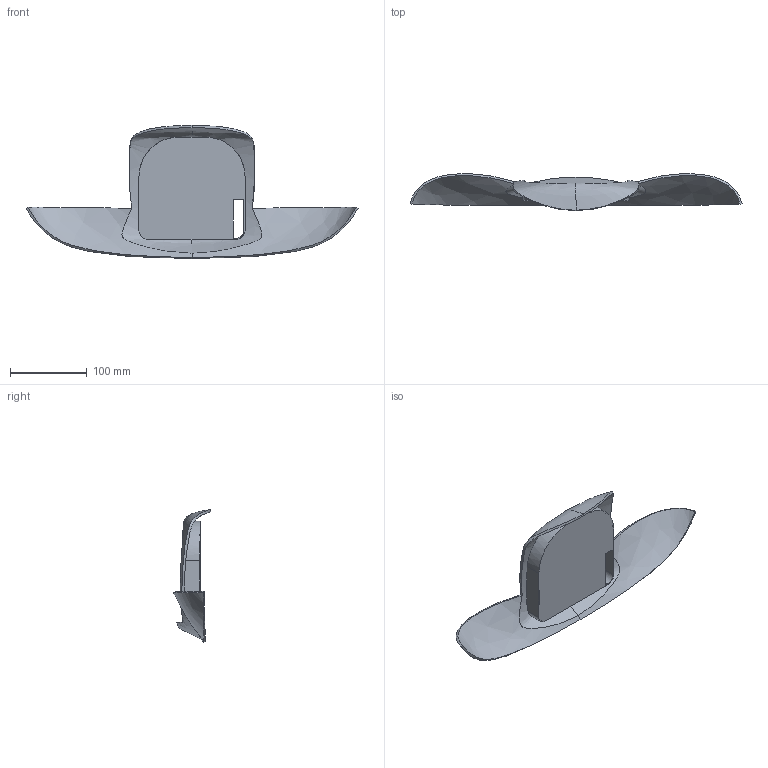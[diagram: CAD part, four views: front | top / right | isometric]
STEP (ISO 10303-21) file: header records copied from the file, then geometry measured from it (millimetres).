
FILE_DESCRIPTION(('produced by SPATIAL CORP'),'2;1');
FILE_NAME( 'top_mech.prt.hh.sat.stp','2002-04-19T14:06:22+00:00',('SPATIAL CORP'),('SPATIAL CORP'), 'ACIS STEP Husk','http://www.spatial.com','SPATIAL CORP');
FILE_SCHEMA(('CONFIG_CONTROL_DESIGN'));
Length unit declared in the file: millimetre
Products named in the file (1): PRODUCT_ID_1
Bounding box: 431.91 x 48.52 x 173.26 mm (x, y, z)
Volume: 126125.6 mm3; surface area: 120140 mm2
Topology: 1 solids, 1 shells, 34 faces, 89 edges, 56 vertices
Faces by surface type: bspline 14, plane 12, cylinder 8
Entity records: 5990 total; most frequent: CARTESIAN_POINT 5247, ORIENTED_EDGE 178, DIRECTION 93, EDGE_CURVE 89, VERTEX_POINT 56, VECTOR 37, LINE 37, EDGE_LOOP 35
